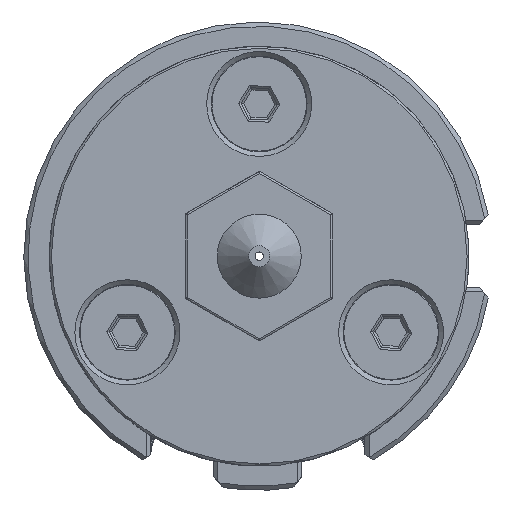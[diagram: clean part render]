
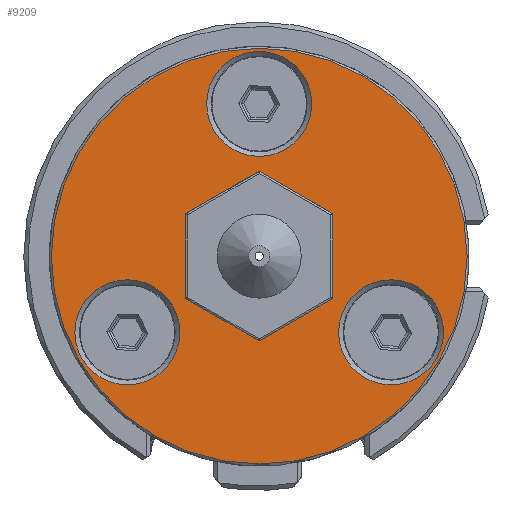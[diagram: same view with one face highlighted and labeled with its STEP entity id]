
A CAD part, front view. The second image highlights one B-rep face of the part: STEP entity #9209.
In plain terms, the highlighted planar face has unit normal (0, -1, 0).
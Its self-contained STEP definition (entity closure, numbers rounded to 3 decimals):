
#358=FACE_BOUND('',#1312,.T.);
#359=FACE_BOUND('',#1313,.T.);
#360=FACE_BOUND('',#1314,.T.);
#361=FACE_BOUND('',#1315,.T.);
#437=PLANE('',#9850);
#753=FACE_OUTER_BOUND('',#1311,.T.);
#1311=EDGE_LOOP('',(#6402));
#1312=EDGE_LOOP('',(#6403));
#1313=EDGE_LOOP('',(#6404));
#1314=EDGE_LOOP('',(#6405));
#1315=EDGE_LOOP('',(#6406));
#3450=CIRCLE('',#9715,2.5);
#3522=CIRCLE('',#9847,9.9);
#3525=CIRCLE('',#9851,2.5);
#3526=CIRCLE('',#9852,2.5);
#3527=CIRCLE('',#9853,2.5);
#3863=VERTEX_POINT('',#13566);
#3939=VERTEX_POINT('',#13824);
#3942=VERTEX_POINT('',#13832);
#3943=VERTEX_POINT('',#13834);
#3944=VERTEX_POINT('',#13836);
#4770=EDGE_CURVE('',#3863,#3863,#3450,.T.);
#4892=EDGE_CURVE('',#3939,#3939,#3522,.T.);
#4896=EDGE_CURVE('',#3942,#3942,#3525,.T.);
#4897=EDGE_CURVE('',#3943,#3943,#3526,.T.);
#4898=EDGE_CURVE('',#3944,#3944,#3527,.T.);
#6402=ORIENTED_EDGE('',*,*,#4892,.F.);
#6403=ORIENTED_EDGE('',*,*,#4896,.F.);
#6404=ORIENTED_EDGE('',*,*,#4897,.F.);
#6405=ORIENTED_EDGE('',*,*,#4770,.T.);
#6406=ORIENTED_EDGE('',*,*,#4898,.F.);
#9209=ADVANCED_FACE('',(#753,#358,#359,#360,#361),#437,.T.);
#9715=AXIS2_PLACEMENT_3D('',#13567,#10736,#10737);
#9847=AXIS2_PLACEMENT_3D('',#13825,#11050,#11051);
#9850=AXIS2_PLACEMENT_3D('',#13831,#11057,#11058);
#9851=AXIS2_PLACEMENT_3D('',#13833,#11059,#11060);
#9852=AXIS2_PLACEMENT_3D('',#13835,#11061,#11062);
#9853=AXIS2_PLACEMENT_3D('',#13837,#11063,#11064);
#10736=DIRECTION('center_axis',(0.,1.,0.));
#10737=DIRECTION('ref_axis',(1.,0.,0.));
#11050=DIRECTION('center_axis',(0.,1.,0.));
#11051=DIRECTION('ref_axis',(-1.,0.,0.));
#11057=DIRECTION('center_axis',(0.,-1.,0.));
#11058=DIRECTION('ref_axis',(1.,0.,0.));
#11059=DIRECTION('center_axis',(0.,-1.,0.));
#11060=DIRECTION('ref_axis',(1.,0.,0.));
#11061=DIRECTION('center_axis',(0.,-1.,0.));
#11062=DIRECTION('ref_axis',(1.,0.,0.));
#11063=DIRECTION('center_axis',(0.,-1.,0.));
#11064=DIRECTION('ref_axis',(1.,0.,0.));
#13566=CARTESIAN_POINT('',(-2.5,-0.5,0.));
#13567=CARTESIAN_POINT('Origin',(0.,-0.5,
0.));
#13824=CARTESIAN_POINT('',(9.9,-0.5,0.));
#13825=CARTESIAN_POINT('Origin',(0.,-0.5,
0.));
#13831=CARTESIAN_POINT('Origin',(0.,-0.5,
0.));
#13832=CARTESIAN_POINT('',(-8.779,-0.5,3.625));
#13833=CARTESIAN_POINT('Origin',(-6.279,-0.5,3.625));
#13834=CARTESIAN_POINT('',(3.779,-0.5,3.625));
#13835=CARTESIAN_POINT('Origin',(6.279,-0.5,3.625));
#13836=CARTESIAN_POINT('',(-2.5,-0.5,-7.25));
#13837=CARTESIAN_POINT('Origin',(0.,-0.5,
-7.25));
